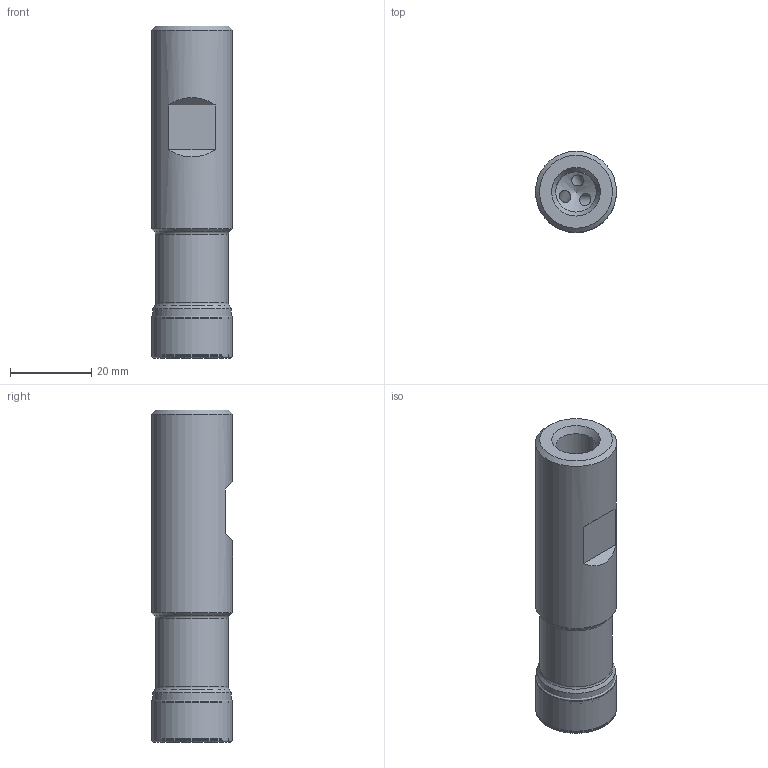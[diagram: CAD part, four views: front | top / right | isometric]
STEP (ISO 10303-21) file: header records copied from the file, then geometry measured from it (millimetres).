
FILE_DESCRIPTION(/* description */ (''),/* implementation_level */ '2;1');
FILE_NAME(/* name */ '20A3R032B20_SAP10D_C_SIM.stp',/* time_stamp */ '2020-01-10T07:17:13+01:00',/* author */ (''),/* organization */ (''),/* preprocessor_version */ 'ST-DEVELOPER v16.7',/* originating_system */ 'SIEMENS PLM Software NX 12.0',/* authorisation */ '');
FILE_SCHEMA (('AUTOMOTIVE_DESIGN { 1 0 10303 214 3 1 1 1 }'));
Length unit declared in the file: millimetre
Products named in the file (1): wq703AA4ECEFvmij
Bounding box: 20 x 20 x 81.96 mm (x, y, z)
Volume: 22060.1 mm3; surface area: 9202.7 mm2
Topology: 2 solids, 2 shells, 52 faces, 124 edges, 72 vertices
Faces by surface type: revolution 22, cone 14, cylinder 7, plane 6, torus 3
Full cylindrical faces by diameter (mm): 3 x3, 10 x1, 18 x1, 19.384 x1, 20 x1
Entity records: 1577 total; most frequent: CARTESIAN_POINT 568, DIRECTION 192, ORIENTED_EDGE 136, EDGE_LOOP 100, FACE_BOUND 94, AXIS2_PLACEMENT_3D 83, EDGE_CURVE 68, VERTEX_POINT 61
